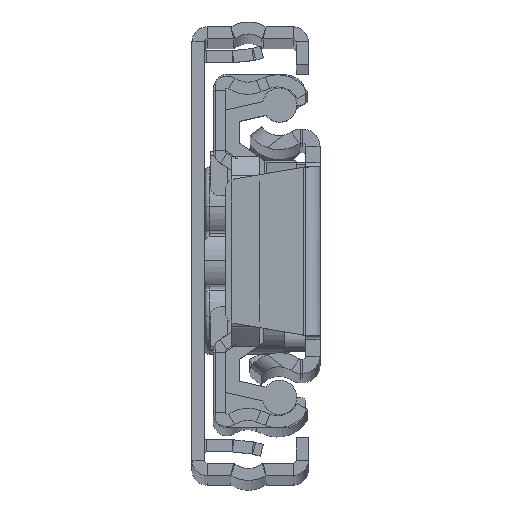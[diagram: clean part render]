
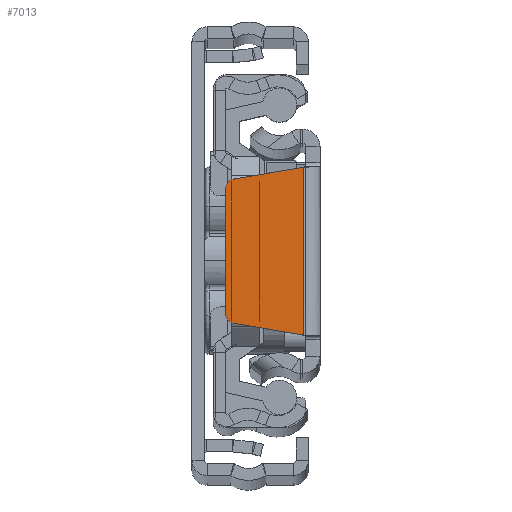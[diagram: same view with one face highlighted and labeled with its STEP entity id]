
A CAD part, top view. The second image highlights one B-rep face of the part: STEP entity #7013.
In plain terms, the highlighted planar face has unit normal (0, 0, 1).
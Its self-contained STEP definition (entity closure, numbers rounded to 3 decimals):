
#113 = DIRECTION ( 'NONE',  ( -1., 0., 0. ) ) ;
#222 = EDGE_CURVE ( 'NONE', #12330, #6376, #2673, .T. ) ;
#790 = EDGE_LOOP ( 'NONE', ( #7163, #5608, #9171, #16955, #13922, #9911 ) ) ;
#801 = DIRECTION ( 'NONE',  ( 0., 0., -1. ) ) ;
#1017 = DIRECTION ( 'NONE',  ( -1., 0., 0. ) ) ;
#1198 = CARTESIAN_POINT ( 'NONE',  ( -8.568, -7.142, 0. ) ) ;
#2221 = DIRECTION ( 'NONE',  ( 0., -1., 0. ) ) ;
#2504 = VECTOR ( 'NONE', #18223, 1000. ) ;
#2673 = LINE ( 'NONE', #9450, #2504 ) ;
#2695 = EDGE_CURVE ( 'NONE', #19324, #7158, #17349, .T. ) ;
#2988 = LINE ( 'NONE', #1198, #18327 ) ;
#3562 = DIRECTION ( 'NONE',  ( 0., 0., -1. ) ) ;
#3899 = EDGE_CURVE ( 'NONE', #7158, #14089, #14579, .T. ) ;
#4129 = CARTESIAN_POINT ( 'NONE',  ( -9.4, 6.156, 0. ) ) ;
#4341 = DIRECTION ( 'NONE',  ( -1., 0., 0. ) ) ;
#4456 = EDGE_CURVE ( 'NONE', #6376, #12278, #5771, .T. ) ;
#5398 = CARTESIAN_POINT ( 'NONE',  ( -8.568, -7.142, 0. ) ) ;
#5572 = DIRECTION ( 'NONE',  ( 0., 0., -1. ) ) ;
#5608 = ORIENTED_EDGE ( 'NONE', *, *, #222, .F. ) ;
#5771 = LINE ( 'NONE', #20880, #19300 ) ;
#6376 = VERTEX_POINT ( 'NONE', #20172 ) ;
#7013 = ADVANCED_FACE ( 'NONE', ( #21248 ), #19795, .F. ) ;
#7158 = VERTEX_POINT ( 'NONE', #13666 ) ;
#7163 = ORIENTED_EDGE ( 'NONE', *, *, #4456, .F. ) ;
#9171 = ORIENTED_EDGE ( 'NONE', *, *, #21523, .F. ) ;
#9450 = CARTESIAN_POINT ( 'NONE',  ( -1.5, 8.35, 0. ) ) ;
#9911 = ORIENTED_EDGE ( 'NONE', *, *, #20339, .F. ) ;
#11635 = AXIS2_PLACEMENT_3D ( 'NONE', #18889, #3562, #113 ) ;
#12278 = VERTEX_POINT ( 'NONE', #12783 ) ;
#12330 = VERTEX_POINT ( 'NONE', #16340 ) ;
#12783 = CARTESIAN_POINT ( 'NONE',  ( -1.6, -8.333, 0. ) ) ;
#12798 = CARTESIAN_POINT ( 'NONE',  ( -8.4, 6.156, 0. ) ) ;
#13529 = DIRECTION ( 'NONE',  ( -0.986, 0.168, 0. ) ) ;
#13666 = CARTESIAN_POINT ( 'NONE',  ( -9.4, -6.156, 0. ) ) ;
#13922 = ORIENTED_EDGE ( 'NONE', *, *, #2695, .F. ) ;
#14089 = VERTEX_POINT ( 'NONE', #18961 ) ;
#14579 = LINE ( 'NONE', #4129, #17146 ) ;
#16048 = AXIS2_PLACEMENT_3D ( 'NONE', #12798, #801, #1017 ) ;
#16340 = CARTESIAN_POINT ( 'NONE',  ( -8.568, 7.142, 0. ) ) ;
#16955 = ORIENTED_EDGE ( 'NONE', *, *, #3899, .F. ) ;
#17146 = VECTOR ( 'NONE', #21359, 1000. ) ;
#17349 = CIRCLE ( 'NONE', #20536, 1. ) ;
#18223 = DIRECTION ( 'NONE',  ( 0.986, 0.168, 0. ) ) ;
#18327 = VECTOR ( 'NONE', #13529, 1000. ) ;
#18889 = CARTESIAN_POINT ( 'NONE',  ( -8.4, 6.156, 0. ) ) ;
#18961 = CARTESIAN_POINT ( 'NONE',  ( -9.4, 6.156, 0. ) ) ;
#19300 = VECTOR ( 'NONE', #2221, 1000. ) ;
#19324 = VERTEX_POINT ( 'NONE', #5398 ) ;
#19638 = CARTESIAN_POINT ( 'NONE',  ( -8.4, -6.156, 0. ) ) ;
#19795 = PLANE ( 'NONE',  #16048 ) ;
#20172 = CARTESIAN_POINT ( 'NONE',  ( -1.6, 8.333, 0. ) ) ;
#20339 = EDGE_CURVE ( 'NONE', #12278, #19324, #2988, .T. ) ;
#20536 = AXIS2_PLACEMENT_3D ( 'NONE', #19638, #5572, #4341 ) ;
#20880 = CARTESIAN_POINT ( 'NONE',  ( -1.6, -8.333, 0. ) ) ;
#21209 = CIRCLE ( 'NONE', #11635, 1. ) ;
#21248 = FACE_OUTER_BOUND ( 'NONE', #790, .T. ) ;
#21359 = DIRECTION ( 'NONE',  ( 0., 1., 0. ) ) ;
#21523 = EDGE_CURVE ( 'NONE', #14089, #12330, #21209, .T. ) ;
